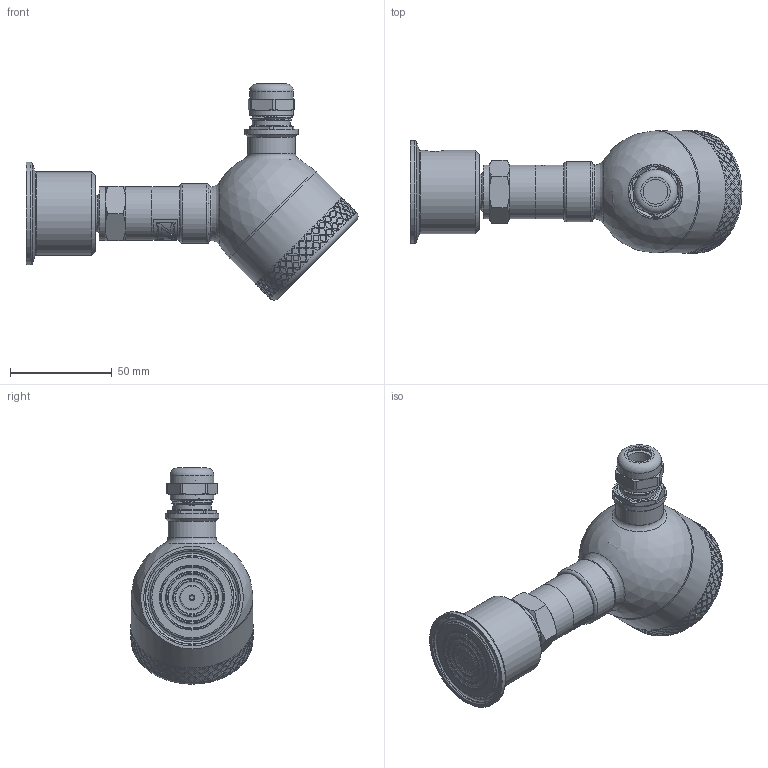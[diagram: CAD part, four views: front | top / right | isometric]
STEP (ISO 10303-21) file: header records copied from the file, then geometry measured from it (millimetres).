
FILE_DESCRIPTION(/* description */ (''),/* implementation_level */ '2;1');
FILE_NAME(/* name */ 'APZ3420sFH_ClampDN1-1''2_4.step',/* time_stamp */ '2021-07-08T16:31:27+03:00',/* author */ (''),/* organization */ (''),/* preprocessor_version */ 'ST-DEVELOPER v18.1',/* originating_system */ 'Autodesk Translation Framework v10.9.0.1377',/* authorisation */ '');
FILE_SCHEMA (('AUTOMOTIVE_DESIGN { 1 0 10303 214 3 1 1 }'));
Length unit declared in the file: millimetre
Products named in the file (14): АПЗ 3420s заполненный 
+ полевой корпус; G1\2EN; Clamp DN1-1'2 diaphragm 32 v9; Заполненный полевой 
корпус v13; Cover for display; Display; M20x1,5 steel cable gland v5; Cuerpo GAE.2000.0 Prensaestopas GADI M20x1.5 IP68 Laton; Junta GAE.2000.0 Prensaestopas GADI M20x1.5 IP68 Laton; Tuerca GAE.2000.0 Prensaestopas GADI M20x1.5 IP68 Laton; Brida GAE.2000.0 Prensaestopas GADI M20x1.5 IP68 Laton; Goma GAE.2000.0 Prensaestopas GADI M20x1.5 IP68 Laton; Main body; Adapter M20x1,5
Assembly tree (12 placements, depth 4):
  АПЗ 3420s заполненный 
+ полевой корпус
    G1\2EN
    Заполненный полевой 
корпус v13
      Cover for display
      Display
      M20x1,5 steel cable gland v5
        Cuerpo GAE.2000.0 Prensaestopas GADI M20x1.5 IP68 Laton
        Junta GAE.2000.0 Prensaestopas GADI M20x1.5 IP68 Laton
        Tuerca GAE.2000.0 Prensaestopas GADI M20x1.5 IP68 Laton
        Brida GAE.2000.0 Prensaestopas GADI M20x1.5 IP68 Laton
        Goma GAE.2000.0 Prensaestopas GADI M20x1.5 IP68 Laton
      Main body
      Adapter M20x1,5
  Clamp DN1-1'2 diaphragm 32 v9
Bounding box: 163.38 x 60.1 x 106.38 mm (x, y, z)
Volume: 267770.1 mm3; surface area: 65706.7 mm2
Topology: 20 solids, 20 shells, 1902 faces, 4759 edges, 3119 vertices
Faces by surface type: bspline 1036, plane 386, cylinder 360, cone 73, torus 45, sphere 2
Full cylindrical faces by diameter (mm): 2 x1, 3 x1, 3.3 x1, 5 x5, 6 x3, 12.3 x2, 13 x1, 15 x4, 16 x1, 16.2 x1, 16.7 x1, 17 x1, 17.15 x1, 17.5 x1, 18 x5, 18.526 x5, 18.631 x7, 18.75 x7, 19 x1, 20 x2, 20.203 x5, 20.3 x5, 20.8 x1, 20.955 x7, 21.6 x1, 21.7 x2, 21.767 x1, 22 x1, 22.4 x2, 23.6 x1
Entity records: 84811 total; most frequent: CARTESIAN_POINT 47613, ORIENTED_EDGE 9516, EDGE_CURVE 4758, DIRECTION 4120, VERTEX_POINT 3119, B_SPLINE_CURVE_WITH_KNOTS 2967, EDGE_LOOP 2169, FACE_OUTER_BOUND 1902
